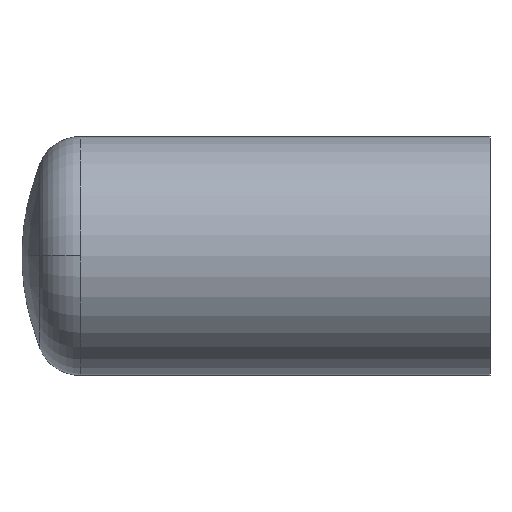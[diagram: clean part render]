
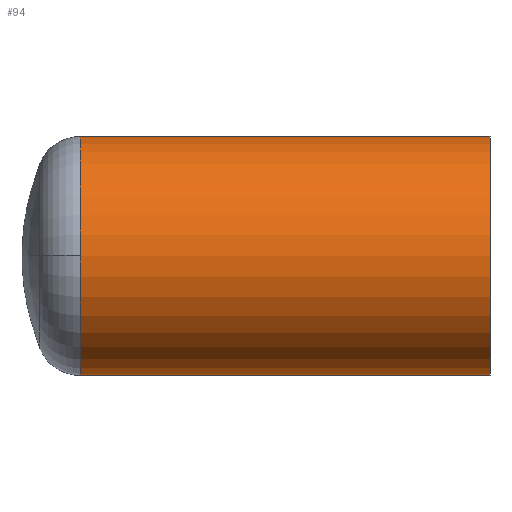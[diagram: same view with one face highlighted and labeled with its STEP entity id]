
A CAD part, top view. The second image highlights one B-rep face of the part: STEP entity #94.
In plain terms, the highlighted cylindrical face has radius 12.5 mm (diameter 25 mm), a partial arc.
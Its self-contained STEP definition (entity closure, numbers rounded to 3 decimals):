
#94 = ADVANCED_FACE( '', ( #233 ), #234, .T. );
#100 = EDGE_CURVE( '', #152, #158, #240, .T. );
#104 = EDGE_CURVE( '', #150, #144, #244, .T. );
#136 = EDGE_CURVE( '', #158, #150, #281, .T. );
#138 = EDGE_CURVE( '', #178, #144, #283, .T. );
#144 = VERTEX_POINT( '', #290 );
#150 = VERTEX_POINT( '', #296 );
#152 = VERTEX_POINT( '', #298 );
#158 = VERTEX_POINT( '', #304 );
#164 = EDGE_CURVE( '', #152, #178, #310, .T. );
#178 = VERTEX_POINT( '', #327 );
#233 = FACE_OUTER_BOUND( '', #372, .T. );
#234 = CYLINDRICAL_SURFACE( '', #373, 12.5 );
#240 = LINE( '', #381, #382 );
#244 = LINE( '', #388, #389 );
#281 = CIRCLE( '', #433, 12.5 );
#283 = CIRCLE( '', #436, 12.5 );
#290 = CARTESIAN_POINT( '', ( -42.808, 12.5, 0. ) );
#296 = CARTESIAN_POINT( '', ( 0., 12.5, 0. ) );
#298 = CARTESIAN_POINT( '', ( -42.808, -12.5, 0. ) );
#304 = CARTESIAN_POINT( '', ( 0., -12.5, 0. ) );
#310 = CIRCLE( '', #471, 12.5 );
#327 = CARTESIAN_POINT( '', ( -42.808, 0., 12.5 ) );
#372 = EDGE_LOOP( '', ( #552, #553, #554, #555, #556 ) );
#373 = AXIS2_PLACEMENT_3D( '', #557, #558, #559 );
#381 = CARTESIAN_POINT( '', ( -21.404, -12.5, 0. ) );
#382 = VECTOR( '', #563, 1. );
#388 = CARTESIAN_POINT( '', ( -21.404, 12.5, 0. ) );
#389 = VECTOR( '', #567, 1. );
#433 = AXIS2_PLACEMENT_3D( '', #628, #629, #630 );
#436 = AXIS2_PLACEMENT_3D( '', #631, #632, #633 );
#471 = AXIS2_PLACEMENT_3D( '', #656, #657, #658 );
#552 = ORIENTED_EDGE( '', *, *, #104, .T. );
#553 = ORIENTED_EDGE( '', *, *, #138, .F. );
#554 = ORIENTED_EDGE( '', *, *, #164, .F. );
#555 = ORIENTED_EDGE( '', *, *, #100, .T. );
#556 = ORIENTED_EDGE( '', *, *, #136, .T. );
#557 = CARTESIAN_POINT( '', ( -21.404, 0., 0. ) );
#558 = DIRECTION( '', ( 1., 0., 0. ) );
#559 = DIRECTION( '', ( 0., 1., 0. ) );
#563 = DIRECTION( '', ( 1., 0., 0. ) );
#567 = DIRECTION( '', ( -1., 0., 0. ) );
#628 = CARTESIAN_POINT( '', ( 0., 0., 0. ) );
#629 = DIRECTION( '', ( -1., 0., 0. ) );
#630 = DIRECTION( '', ( 0., 1., 0. ) );
#631 = CARTESIAN_POINT( '', ( -42.808, 0., 0. ) );
#632 = DIRECTION( '', ( -1., 0., 0. ) );
#633 = DIRECTION( '', ( 0., 1., 0. ) );
#656 = CARTESIAN_POINT( '', ( -42.808, 0., 0. ) );
#657 = DIRECTION( '', ( -1., 0., 0. ) );
#658 = DIRECTION( '', ( 0., 1., 0. ) );
